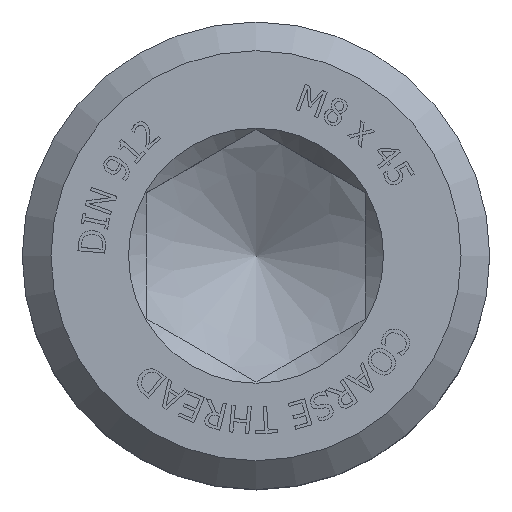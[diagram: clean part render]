
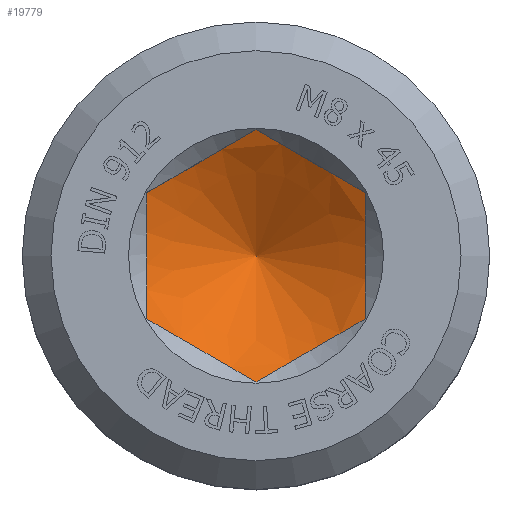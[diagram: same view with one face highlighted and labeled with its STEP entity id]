
A CAD part, top view. The second image highlights one B-rep face of the part: STEP entity #19779.
In plain terms, the highlighted conical face has half-angle 60 degrees and reference radius 2.6 mm.
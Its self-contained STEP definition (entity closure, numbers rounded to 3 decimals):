
#19427=CARTESIAN_POINT('',(0.,3.51,-4.0));
#19428=VERTEX_POINT('',#19427);
#19435=CARTESIAN_POINT('',(3.04,1.755,-4.0));
#19436=VERTEX_POINT('',#19435);
#19437=CARTESIAN_POINT('',(3.04,1.755,-4.0));
#19438=CARTESIAN_POINT('',(1.52,2.633,-4.507));
#19439=CARTESIAN_POINT('',(0.,3.51,-4.0));
#19447=(BOUNDED_CURVE()B_SPLINE_CURVE(2,(#19437,#19438,#19439),.UNSPECIFIED.,.F.,.U.)B_SPLINE_CURVE_WITH_KNOTS((3,3),(0.21,0.67),.UNSPECIFIED.)CURVE()GEOMETRIC_REPRESENTATION_ITEM()RATIONAL_B_SPLINE_CURVE((1.258,1.453,1.258))REPRESENTATION_ITEM(''));
#19448=EDGE_CURVE('',#19436,#19428,#19447,.T.);
#19465=CARTESIAN_POINT('',(-3.04,1.755,-4.0));
#19466=VERTEX_POINT('',#19465);
#19473=CARTESIAN_POINT('',(0.,3.51,-4.0));
#19474=CARTESIAN_POINT('',(-1.52,2.633,-4.507));
#19475=CARTESIAN_POINT('',(-3.04,1.755,-4.0));
#19483=(BOUNDED_CURVE()B_SPLINE_CURVE(2,(#19473,#19474,#19475),.UNSPECIFIED.,.F.,.U.)B_SPLINE_CURVE_WITH_KNOTS((3,3),(0.21,0.67),.UNSPECIFIED.)CURVE()GEOMETRIC_REPRESENTATION_ITEM()RATIONAL_B_SPLINE_CURVE((1.258,1.453,1.258))REPRESENTATION_ITEM(''));
#19484=EDGE_CURVE('',#19428,#19466,#19483,.T.);
#19496=CARTESIAN_POINT('',(-3.04,-1.755,-4.0));
#19497=VERTEX_POINT('',#19496);
#19504=CARTESIAN_POINT('',(-3.04,1.755,-4.0));
#19505=CARTESIAN_POINT('',(-3.04,0.,-4.507));
#19506=CARTESIAN_POINT('',(-3.04,-1.755,-4.0));
#19514=(BOUNDED_CURVE()B_SPLINE_CURVE(2,(#19504,#19505,#19506),.UNSPECIFIED.,.F.,.U.)B_SPLINE_CURVE_WITH_KNOTS((3,3),(0.21,0.67),.UNSPECIFIED.)CURVE()GEOMETRIC_REPRESENTATION_ITEM()RATIONAL_B_SPLINE_CURVE((1.258,1.453,1.258))REPRESENTATION_ITEM(''));
#19515=EDGE_CURVE('',#19466,#19497,#19514,.T.);
#19527=CARTESIAN_POINT('',(0.,-3.51,-4.0));
#19528=VERTEX_POINT('',#19527);
#19535=CARTESIAN_POINT('',(-3.04,-1.755,-4.0));
#19536=CARTESIAN_POINT('',(-1.52,-2.633,-4.507));
#19537=CARTESIAN_POINT('',(0.,-3.51,-4.0));
#19545=(BOUNDED_CURVE()B_SPLINE_CURVE(2,(#19535,#19536,#19537),.UNSPECIFIED.,.F.,.U.)B_SPLINE_CURVE_WITH_KNOTS((3,3),(0.21,0.67),.UNSPECIFIED.)CURVE()GEOMETRIC_REPRESENTATION_ITEM()RATIONAL_B_SPLINE_CURVE((1.258,1.453,1.258))REPRESENTATION_ITEM(''));
#19546=EDGE_CURVE('',#19497,#19528,#19545,.T.);
#19558=CARTESIAN_POINT('',(3.04,-1.755,-4.));
#19559=VERTEX_POINT('',#19558);
#19566=CARTESIAN_POINT('',(0.,-3.51,-4.0));
#19567=CARTESIAN_POINT('',(1.52,-2.633,-4.507));
#19568=CARTESIAN_POINT('',(3.04,-1.755,-4.));
#19576=(BOUNDED_CURVE()B_SPLINE_CURVE(2,(#19566,#19567,#19568),.UNSPECIFIED.,.F.,.U.)B_SPLINE_CURVE_WITH_KNOTS((3,3),(0.21,0.67),.UNSPECIFIED.)CURVE()GEOMETRIC_REPRESENTATION_ITEM()RATIONAL_B_SPLINE_CURVE((1.258,1.453,1.258))REPRESENTATION_ITEM(''));
#19577=EDGE_CURVE('',#19528,#19559,#19576,.T.);
#19590=CARTESIAN_POINT('',(3.04,-1.755,-4.));
#19591=CARTESIAN_POINT('',(3.04,0.,-4.507));
#19592=CARTESIAN_POINT('',(3.04,1.755,-4.0));
#19600=(BOUNDED_CURVE()B_SPLINE_CURVE(2,(#19590,#19591,#19592),.UNSPECIFIED.,.F.,.U.)B_SPLINE_CURVE_WITH_KNOTS((3,3),(0.21,0.67),.UNSPECIFIED.)CURVE()GEOMETRIC_REPRESENTATION_ITEM()RATIONAL_B_SPLINE_CURVE((1.258,1.453,1.258))REPRESENTATION_ITEM(''));
#19601=EDGE_CURVE('',#19559,#19436,#19600,.T.);
#19766=CARTESIAN_POINT('',(0.0,0.,-4.526));
#19767=DIRECTION('',(0.0,0.,1.0));
#19768=DIRECTION('',(0.0,1.0,0.0));
#19769=AXIS2_PLACEMENT_3D('',#19766,#19767,#19768);
#19770=CONICAL_SURFACE('',#19769,2.6,60.);
#19771=ORIENTED_EDGE('',*,*,#19515,.T.);
#19772=ORIENTED_EDGE('',*,*,#19546,.T.);
#19773=ORIENTED_EDGE('',*,*,#19577,.T.);
#19774=ORIENTED_EDGE('',*,*,#19601,.T.);
#19775=ORIENTED_EDGE('',*,*,#19448,.T.);
#19776=ORIENTED_EDGE('',*,*,#19484,.T.);
#19777=EDGE_LOOP('',(#19771,#19772,#19773,#19774,#19775,#19776));
#19778=FACE_OUTER_BOUND('',#19777,.T.);
#19779=ADVANCED_FACE('',(#19778),#19770,.F.);
